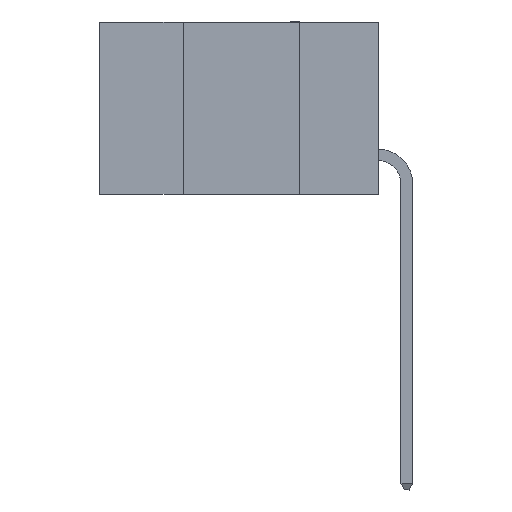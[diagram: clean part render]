
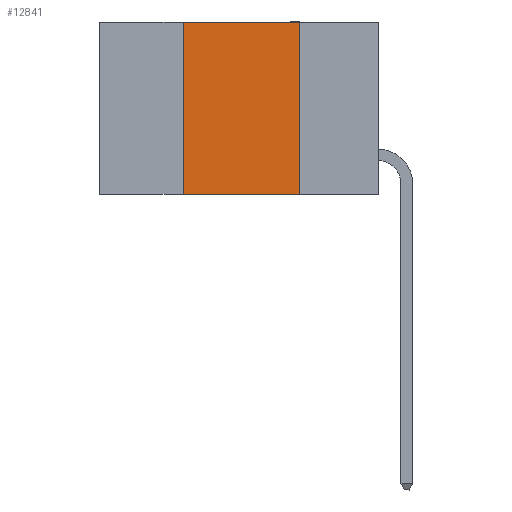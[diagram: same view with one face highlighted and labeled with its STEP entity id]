
A CAD part, left-side view. The second image highlights one B-rep face of the part: STEP entity #12841.
In plain terms, the highlighted planar face has unit normal (-1, 0, 0).
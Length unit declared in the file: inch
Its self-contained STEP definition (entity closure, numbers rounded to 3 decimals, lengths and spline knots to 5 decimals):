
#422 = VERTEX_POINT ( 'NONE', #11394 ) ;
#435 = FACE_OUTER_BOUND ( 'NONE', #19908, .T. ) ;
#826 = VECTOR ( 'NONE', #11352, 39.37008 ) ;
#1757 = VECTOR ( 'NONE', #5946, 39.37008 ) ;
#2015 = ORIENTED_EDGE ( 'NONE', *, *, #18232, .F. ) ;
#4175 = CARTESIAN_POINT ( 'NONE',  ( 0., 0.17, 0. ) ) ;
#5499 = CARTESIAN_POINT ( 'NONE',  ( 0., 0.17, 0. ) ) ;
#5946 = DIRECTION ( 'NONE',  ( 0., -1., 0. ) ) ;
#6674 = PLANE ( 'NONE',  #14124 ) ;
#8205 = EDGE_CURVE ( 'NONE', #10099, #18095, #24845, .T. ) ;
#9012 = CARTESIAN_POINT ( 'NONE',  ( 0., 0.42, -0.37 ) ) ;
#9338 = CARTESIAN_POINT ( 'NONE',  ( 0., 0.6, 0. ) ) ;
#9414 = DIRECTION ( 'NONE',  ( 0., 0., -1. ) ) ;
#10099 = VERTEX_POINT ( 'NONE', #4175 ) ;
#10390 = LINE ( 'NONE', #13653, #15095 ) ;
#10740 = DIRECTION ( 'NONE',  ( 1., 0., 0. ) ) ;
#11111 = EDGE_CURVE ( 'NONE', #422, #10099, #22077, .T. ) ;
#11352 = DIRECTION ( 'NONE',  ( 0., -1., 0. ) ) ;
#11394 = CARTESIAN_POINT ( 'NONE',  ( 0., 0.42, 0. ) ) ;
#12052 = CARTESIAN_POINT ( 'NONE',  ( 0., 0.6, -0.37 ) ) ;
#12841 = ADVANCED_FACE ( 'NONE', ( #435 ), #6674, .F. ) ;
#13653 = CARTESIAN_POINT ( 'NONE',  ( 0., 0.42, 0. ) ) ;
#14124 = AXIS2_PLACEMENT_3D ( 'NONE', #22613, #10740, #24610 ) ;
#15095 = VECTOR ( 'NONE', #21607, 39.37008 ) ;
#15233 = CARTESIAN_POINT ( 'NONE',  ( 0., 0.17, -0.37 ) ) ;
#18095 = VERTEX_POINT ( 'NONE', #15233 ) ;
#18232 = EDGE_CURVE ( 'NONE', #23067, #422, #10390, .T. ) ;
#19908 = EDGE_LOOP ( 'NONE', ( #22164, #21758, #2015, #20922 ) ) ;
#20735 = EDGE_CURVE ( 'NONE', #23067, #18095, #22386, .T. ) ;
#20922 = ORIENTED_EDGE ( 'NONE', *, *, #20735, .T. ) ;
#21607 = DIRECTION ( 'NONE',  ( 0., 0., 1. ) ) ;
#21758 = ORIENTED_EDGE ( 'NONE', *, *, #11111, .F. ) ;
#22077 = LINE ( 'NONE', #9338, #826 ) ;
#22164 = ORIENTED_EDGE ( 'NONE', *, *, #8205, .F. ) ;
#22386 = LINE ( 'NONE', #12052, #1757 ) ;
#22613 = CARTESIAN_POINT ( 'NONE',  ( 0., 0.6, 0. ) ) ;
#23067 = VERTEX_POINT ( 'NONE', #9012 ) ;
#24610 = DIRECTION ( 'NONE',  ( 0., 0., -1. ) ) ;
#24845 = LINE ( 'NONE', #5499, #25464 ) ;
#25464 = VECTOR ( 'NONE', #9414, 39.37008 ) ;
